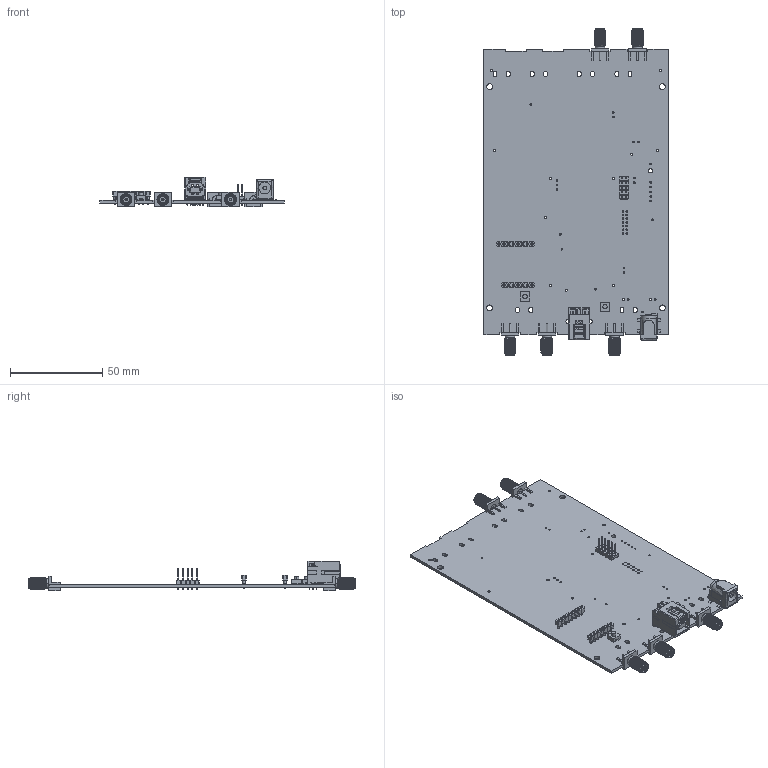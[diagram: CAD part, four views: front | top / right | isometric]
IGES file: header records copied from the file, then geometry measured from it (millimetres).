
Start section:  PTC IGES file: cu_ettus_b200_cca.igs
Global section: file name: cu_ettus_b200_cca.igs; native system: Creo Parametric by PTC Inc.; preprocessor: 2015380; author: jjorden; organization: Unknown; date: 20160629.125653; units: inch
Bounding box: 99.95 x 177.65 x 16.13 mm (x, y, z)
Surface area: 40425.5 mm2 (no closed solid volume)
Topology: 0 solids, 0 shells, 2456 faces, 13868 edges, 13862 vertices
Faces by surface type: bspline 1618, revolution 836, extrusion 2
